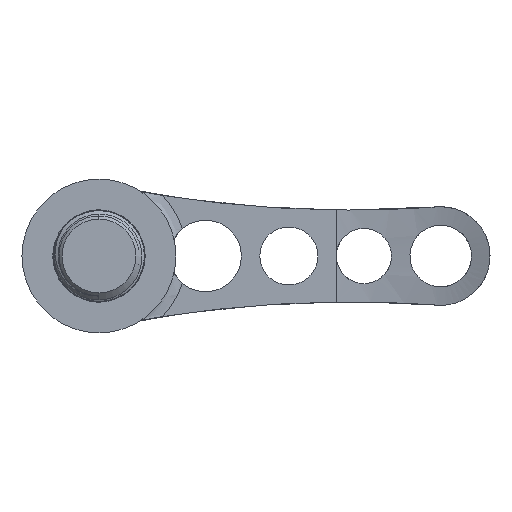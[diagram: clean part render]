
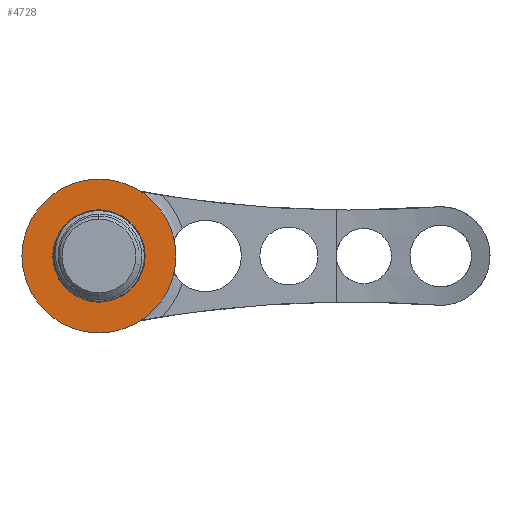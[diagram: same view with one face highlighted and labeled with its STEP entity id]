
A CAD part, left-side view. The second image highlights one B-rep face of the part: STEP entity #4728.
In plain terms, the highlighted planar face has unit normal (-1, 0, 0).
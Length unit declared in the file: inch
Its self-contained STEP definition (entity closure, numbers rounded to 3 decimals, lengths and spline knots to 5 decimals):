
#88 = EDGE_LOOP ( 'NONE', ( #11903, #1441 ) ) ;
#550 = EDGE_CURVE ( 'NONE', #11715, #9453, #11184, .T. ) ;
#1303 = DIRECTION ( 'NONE',  ( 1., 0., 0. ) ) ;
#1441 = ORIENTED_EDGE ( 'NONE', *, *, #11817, .T. ) ;
#1524 = PLANE ( 'NONE',  #5889 ) ;
#1874 = AXIS2_PLACEMENT_3D ( 'NONE', #4082, #1303, #12153 ) ;
#2026 = CIRCLE ( 'NONE', #1874, 0.29528 ) ;
#2100 = CARTESIAN_POINT ( 'NONE',  ( 6.29921, 0., -0.29528 ) ) ;
#2403 = CARTESIAN_POINT ( 'NONE',  ( 6.29921, 0., -0.49213 ) ) ;
#3242 = EDGE_CURVE ( 'NONE', #6676, #8094, #2026, .T. ) ;
#3979 = DIRECTION ( 'NONE',  ( 1., 0., 0. ) ) ;
#4082 = CARTESIAN_POINT ( 'NONE',  ( 6.29921, 0., 0. ) ) ;
#4216 = EDGE_LOOP ( 'NONE', ( #8643, #6645 ) ) ;
#4728 = ADVANCED_FACE ( 'NONE', ( #5728, #9707 ), #1524, .F. ) ;
#4962 = CARTESIAN_POINT ( 'NONE',  ( 6.29921, 0., 0. ) ) ;
#5102 = DIRECTION ( 'NONE',  ( 0., 0., -1. ) ) ;
#5120 = DIRECTION ( 'NONE',  ( 1., 0., 0. ) ) ;
#5351 = AXIS2_PLACEMENT_3D ( 'NONE', #4962, #3979, #11914 ) ;
#5728 = FACE_BOUND ( 'NONE', #88, .T. ) ;
#5889 = AXIS2_PLACEMENT_3D ( 'NONE', #8537, #12627, #12498 ) ;
#6036 = CIRCLE ( 'NONE', #6663, 0.29528 ) ;
#6282 = DIRECTION ( 'NONE',  ( 0., 0., -1. ) ) ;
#6547 = CARTESIAN_POINT ( 'NONE',  ( 6.29921, 0., 0.29528 ) ) ;
#6645 = ORIENTED_EDGE ( 'NONE', *, *, #550, .F. ) ;
#6663 = AXIS2_PLACEMENT_3D ( 'NONE', #10202, #5120, #6282 ) ;
#6676 = VERTEX_POINT ( 'NONE', #6547 ) ;
#8094 = VERTEX_POINT ( 'NONE', #2100 ) ;
#8537 = CARTESIAN_POINT ( 'NONE',  ( 6.29921, 0., 0. ) ) ;
#8643 = ORIENTED_EDGE ( 'NONE', *, *, #12373, .F. ) ;
#9143 = CARTESIAN_POINT ( 'NONE',  ( 6.29921, 0., 0. ) ) ;
#9453 = VERTEX_POINT ( 'NONE', #11802 ) ;
#9707 = FACE_OUTER_BOUND ( 'NONE', #4216, .T. ) ;
#9859 = CIRCLE ( 'NONE', #11926, 0.49213 ) ;
#10185 = DIRECTION ( 'NONE',  ( 1., 0., 0. ) ) ;
#10202 = CARTESIAN_POINT ( 'NONE',  ( 6.29921, 0., 0. ) ) ;
#11184 = CIRCLE ( 'NONE', #5351, 0.49213 ) ;
#11715 = VERTEX_POINT ( 'NONE', #2403 ) ;
#11802 = CARTESIAN_POINT ( 'NONE',  ( 6.29921, 0., 0.49213 ) ) ;
#11817 = EDGE_CURVE ( 'NONE', #8094, #6676, #6036, .T. ) ;
#11903 = ORIENTED_EDGE ( 'NONE', *, *, #3242, .T. ) ;
#11914 = DIRECTION ( 'NONE',  ( 0., 0., -1. ) ) ;
#11926 = AXIS2_PLACEMENT_3D ( 'NONE', #9143, #10185, #5102 ) ;
#12153 = DIRECTION ( 'NONE',  ( 0., 0., -1. ) ) ;
#12373 = EDGE_CURVE ( 'NONE', #9453, #11715, #9859, .T. ) ;
#12498 = DIRECTION ( 'NONE',  ( 0., 0., -1. ) ) ;
#12627 = DIRECTION ( 'NONE',  ( 1., 0., 0. ) ) ;
